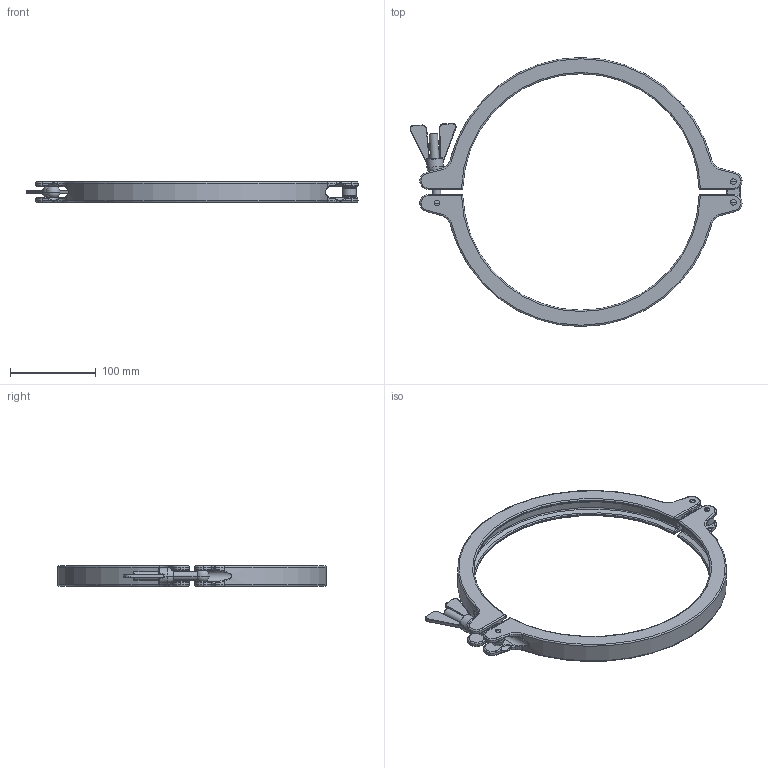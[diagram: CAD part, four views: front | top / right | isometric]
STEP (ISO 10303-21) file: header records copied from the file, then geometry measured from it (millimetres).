
FILE_DESCRIPTION (( 'STEP AP214' ), '1' );
FILE_NAME ('CL.SAF.1058.STEP', '2020-05-19T13:09:49', ( '' ), ( '' ), 'SwSTEP 2.0', 'SolidWorks 2020', '' );
FILE_SCHEMA (( 'AUTOMOTIVE_DESIGN' ));
Length unit declared in the file: millimetre
Products named in the file (1): CL.SAF.1058
Bounding box: 387.5 x 314 x 25.3 mm (x, y, z)
Volume: 372956.1 mm3; surface area: 108899.3 mm2
Topology: 3 solids, 5 shells, 455 faces, 1069 edges, 592 vertices
Faces by surface type: cylinder 152, torus 102, bspline 100, plane 55, sphere 42, cone 4
Entity records: 16428 total; most frequent: CARTESIAN_POINT 6719, DIRECTION 2068, ORIENTED_EDGE 2036, EDGE_CURVE 1018, AXIS2_PLACEMENT_3D 910, VERTEX_POINT 587, CIRCLE 554, EDGE_LOOP 483
